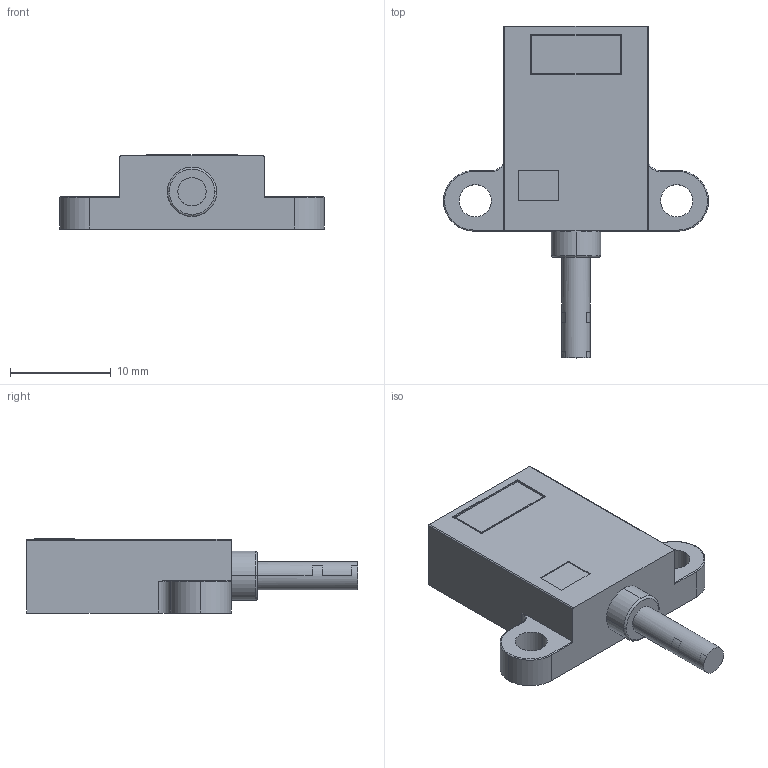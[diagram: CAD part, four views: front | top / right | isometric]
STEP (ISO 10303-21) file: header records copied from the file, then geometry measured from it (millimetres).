
FILE_DESCRIPTION (( 'STEP AP214' ), '1' );
FILE_NAME ('PXPEMP2-410N-WD_3D.STEP', '2022-11-02T22:53:17', ( '' ), ( '' ), 'SwSTEP 2.0', 'SolidWorks 2022', '' );
FILE_SCHEMA (( 'AUTOMOTIVE_DESIGN' ));
Length unit declared in the file: inch
Products named in the file (1): PXPEMP2-410N-WD_3D
Bounding box: 26.3 x 32.95 x 7.35 mm (x, y, z)
Volume: 2371.8 mm3; surface area: 1473.1 mm2
Topology: 1 solids, 2 shells, 86 faces, 223 edges, 150 vertices
Faces by surface type: plane 59, cylinder 21, bspline 6
Entity records: 2880 total; most frequent: CARTESIAN_POINT 707, ORIENTED_EDGE 446, DIRECTION 427, EDGE_CURVE 223, LINE 165, VECTOR 165, VERTEX_POINT 150, AXIS2_PLACEMENT_3D 131
